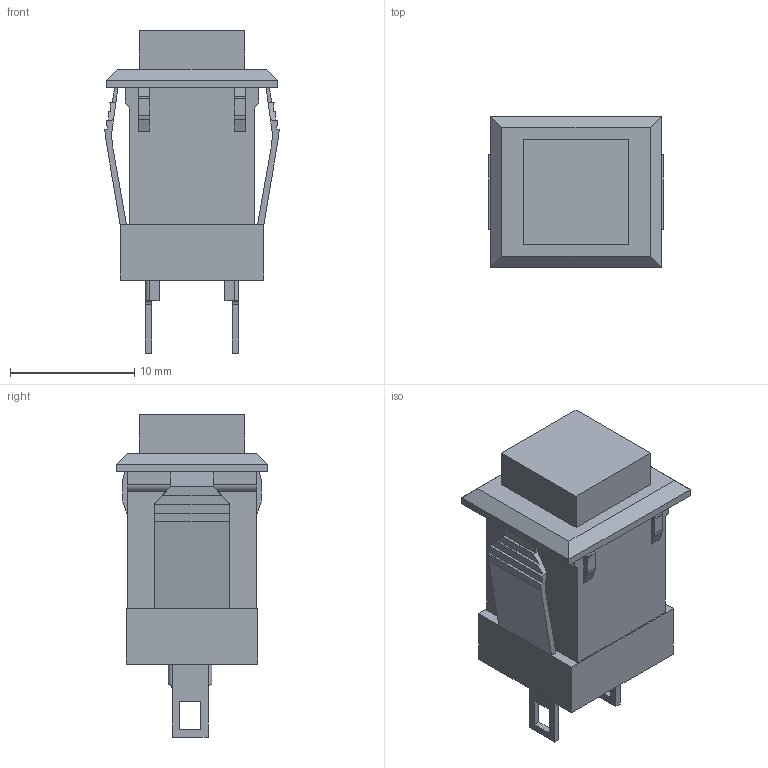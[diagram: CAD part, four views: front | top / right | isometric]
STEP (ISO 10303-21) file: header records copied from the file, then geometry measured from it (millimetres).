
FILE_DESCRIPTION(('HOOPS Exchange Step'),'2;1');
FILE_NAME('temp_export','2022-12-29T11:43:51+08:00',('30abd'),('Shapr3D Limited'),'HOOPS Exchange 2022.0','Shapr3D','Authorized');
FILE_SCHEMA( ('AUTOMOTIVE_DESIGN { 1 0 10303 214 1 1 1 1 }') );
Length unit declared in the file: millimetre
Products named in the file (2): temp_import.stp; root
Assembly tree (1 placements, depth 2):
  root
    temp_import.stp
Bounding box: 14.06 x 12.2 x 26 mm (x, y, z)
Volume: 2242.2 mm3; surface area: 1535.1 mm2
Topology: 1 solids, 1 shells, 141 faces, 390 edges, 256 vertices
Faces by surface type: plane 119, cylinder 22
Entity records: 4576 total; most frequent: CARTESIAN_POINT 837, ORIENTED_EDGE 780, DIRECTION 708, EDGE_CURVE 390, VECTOR 350, LINE 350, VERTEX_POINT 256, AXIS2_PLACEMENT_3D 179
